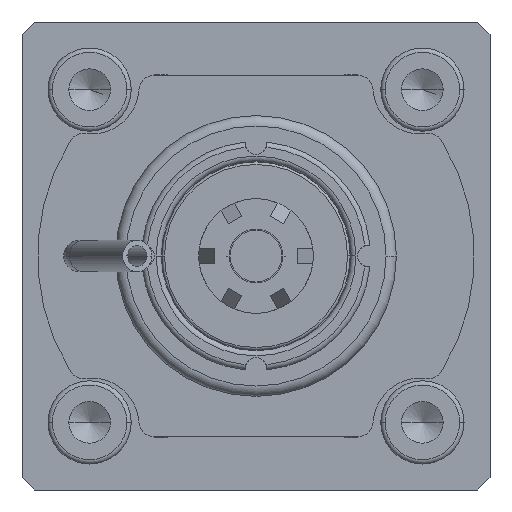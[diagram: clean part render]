
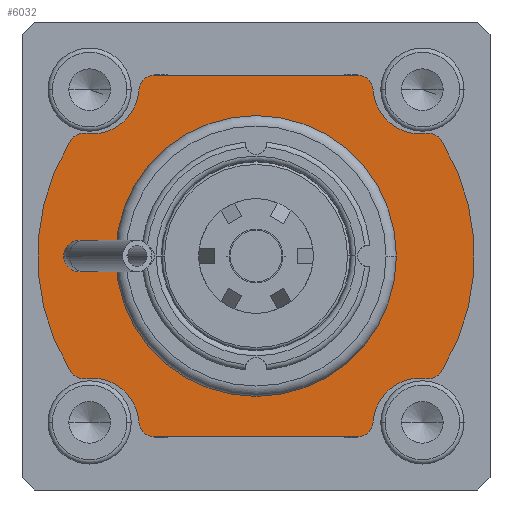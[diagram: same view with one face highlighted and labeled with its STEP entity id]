
A CAD part, left-side view. The second image highlights one B-rep face of the part: STEP entity #6032.
In plain terms, the highlighted planar face has unit normal (-1, 0, 0).
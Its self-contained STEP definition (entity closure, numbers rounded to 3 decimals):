
#933=CARTESIAN_POINT('',(-43.75,-19.523,-31.75));
#934=DIRECTION('',(-1.,0.,0.));
#935=DIRECTION('',(0.,0.,-1.));
#936=AXIS2_PLACEMENT_3D('',#933,#934,#935);
#946=CARTESIAN_POINT('',(-43.75,19.523,-31.75));
#947=DIRECTION('',(-1.,0.,0.));
#948=DIRECTION('',(0.,0.998,-0.063));
#949=AXIS2_PLACEMENT_3D('',#946,#947,#948);
#963=CARTESIAN_POINT('',(-43.75,33.11,-20.609));
#964=DIRECTION('',(-1.,0.,0.));
#965=DIRECTION('',(0.,0.849,-0.528));
#966=AXIS2_PLACEMENT_3D('',#963,#964,#965);
#976=CARTESIAN_POINT('',(-43.75,33.11,20.609));
#977=DIRECTION('',(-1.,0.,0.));
#978=DIRECTION('',(0.,-0.134,0.991));
#979=AXIS2_PLACEMENT_3D('',#976,#977,#978);
#993=CARTESIAN_POINT('',(-43.75,19.523,31.75));
#994=DIRECTION('',(-1.,0.,0.));
#995=DIRECTION('',(0.,0.,1.));
#996=AXIS2_PLACEMENT_3D('',#993,#994,#995);
#1006=CARTESIAN_POINT('',(-43.75,-19.523,31.75));
#1007=DIRECTION('',(-1.,0.,0.));
#1008=DIRECTION('',(0.,-0.998,0.063));
#1009=AXIS2_PLACEMENT_3D('',#1006,#1007,#1008);
#1023=CARTESIAN_POINT('',(-43.75,-33.11,20.609));
#1024=DIRECTION('',(-1.,0.,0.));
#1025=DIRECTION('',(0.,-0.849,0.528));
#1026=AXIS2_PLACEMENT_3D('',#1023,#1024,#1025);
#1036=CARTESIAN_POINT('',(-43.75,-33.11,-20.609));
#1037=DIRECTION('',(-1.,0.,0.));
#1038=DIRECTION('',(0.,0.134,-0.991));
#1039=AXIS2_PLACEMENT_3D('',#1036,#1037,#1038);
#1045=CARTESIAN_POINT('',(-43.75,-31.5,32.5));
#1046=DIRECTION('',(-1.,0.,0.));
#1047=DIRECTION('',(0.,0.998,-0.063));
#1048=AXIS2_PLACEMENT_3D('',#1045,#1046,#1047);
#1050=CARTESIAN_POINT('',(-43.75,0.,0.));
#1051=DIRECTION('',(1.,0.,0.));
#1052=DIRECTION('',(0.,-0.849,0.528));
#1053=AXIS2_PLACEMENT_3D('',#1050,#1051,#1052);
#1055=CARTESIAN_POINT('',(-43.75,-31.5,-32.5));
#1056=DIRECTION('',(-1.,0.,0.));
#1057=DIRECTION('',(0.,-0.134,0.991));
#1058=AXIS2_PLACEMENT_3D('',#1055,#1056,#1057);
#1060=DIRECTION('',(0.,1.,0.));
#1061=VECTOR('',#1060,39.047);
#1062=CARTESIAN_POINT('',(-43.75,-19.523,-34.75));
#1063=LINE('',#1062,#1061);
#1064=CARTESIAN_POINT('',(-43.75,31.5,-32.5));
#1065=DIRECTION('',(-1.,0.,0.));
#1066=DIRECTION('',(0.,-0.998,0.063));
#1067=AXIS2_PLACEMENT_3D('',#1064,#1065,#1066);
#1069=CARTESIAN_POINT('',(-43.75,0.,0.));
#1070=DIRECTION('',(1.,0.,0.));
#1071=DIRECTION('',(0.,0.849,-0.528));
#1072=AXIS2_PLACEMENT_3D('',#1069,#1070,#1071);
#1074=CARTESIAN_POINT('',(-43.75,31.5,32.5));
#1075=DIRECTION('',(-1.,0.,0.));
#1076=DIRECTION('',(0.,0.134,-0.991));
#1077=AXIS2_PLACEMENT_3D('',#1074,#1075,#1076);
#1079=DIRECTION('',(0.,-1.,0.));
#1080=VECTOR('',#1079,39.047);
#1081=CARTESIAN_POINT('',(-43.75,19.523,34.75));
#1082=LINE('',#1081,#1080);
#1083=CARTESIAN_POINT('',(-43.75,0.,0.));
#1084=DIRECTION('',(-1.,0.,0.));
#1085=DIRECTION('',(0.,1.,0.));
#1086=AXIS2_PLACEMENT_3D('',#1083,#1084,#1085);
#1088=CARTESIAN_POINT('',(-43.75,0.,0.));
#1089=DIRECTION('',(1.,0.,0.));
#1090=DIRECTION('',(0.,1.,0.));
#1091=AXIS2_PLACEMENT_3D('',#1088,#1089,#1090);
#1093=CARTESIAN_POINT('',(-43.75,34.,0.));
#1094=DIRECTION('',(-1.,0.,0.));
#1095=DIRECTION('',(0.,-1.,0.));
#1096=AXIS2_PLACEMENT_3D('',#1093,#1094,#1095);
#1098=CARTESIAN_POINT('',(-43.75,34.,0.));
#1099=DIRECTION('',(-1.,0.,0.));
#1100=DIRECTION('',(0.,1.,0.));
#1101=AXIS2_PLACEMENT_3D('',#1098,#1099,#1100);
#3999=CARTESIAN_POINT('',(-43.75,27.,0.));
#4000=CARTESIAN_POINT('',(-43.75,-27.,0.));
#4001=VERTEX_POINT('',#3999);
#4002=VERTEX_POINT('',#4000);
#4003=CARTESIAN_POINT('',(-43.75,-22.518,31.938));
#4004=CARTESIAN_POINT('',(-43.75,-19.523,34.75));
#4005=VERTEX_POINT('',#4003);
#4006=VERTEX_POINT('',#4004);
#4007=CARTESIAN_POINT('',(-43.75,19.523,34.75));
#4008=CARTESIAN_POINT('',(-43.75,22.518,31.938));
#4009=VERTEX_POINT('',#4007);
#4010=VERTEX_POINT('',#4008);
#4011=CARTESIAN_POINT('',(-43.75,-19.523,-34.75));
#4012=CARTESIAN_POINT('',(-43.75,-22.518,-31.938));
#4013=VERTEX_POINT('',#4011);
#4014=VERTEX_POINT('',#4012);
#4015=CARTESIAN_POINT('',(-43.75,22.518,-31.938));
#4016=CARTESIAN_POINT('',(-43.75,19.523,-34.75));
#4017=VERTEX_POINT('',#4015);
#4018=VERTEX_POINT('',#4016);
#4019=CARTESIAN_POINT('',(-43.75,-32.708,-23.581));
#4020=VERTEX_POINT('',#4019);
#4021=CARTESIAN_POINT('',(-43.75,-32.708,23.581));
#4022=VERTEX_POINT('',#4021);
#4023=CARTESIAN_POINT('',(-43.75,32.708,-23.581));
#4024=VERTEX_POINT('',#4023);
#4025=CARTESIAN_POINT('',(-43.75,32.708,23.581));
#4026=VERTEX_POINT('',#4025);
#4027=CARTESIAN_POINT('',(-43.75,35.657,22.194));
#4028=VERTEX_POINT('',#4027);
#4029=CARTESIAN_POINT('',(-43.75,35.657,-22.194));
#4030=VERTEX_POINT('',#4029);
#4031=CARTESIAN_POINT('',(-43.75,-35.657,-22.194));
#4032=VERTEX_POINT('',#4031);
#4033=CARTESIAN_POINT('',(-43.75,-35.657,22.194));
#4034=VERTEX_POINT('',#4033);
#4423=CARTESIAN_POINT('',(-43.75,31.,0.));
#4424=CARTESIAN_POINT('',(-43.75,37.,0.));
#4425=VERTEX_POINT('',#4423);
#4426=VERTEX_POINT('',#4424);
#5997=CARTESIAN_POINT('',(-43.75,0.,0.));
#5998=DIRECTION('',(-1.,0.,0.));
#5999=DIRECTION('',(0.,1.,0.));
#6000=AXIS2_PLACEMENT_3D('',#5997,#5998,#5999);
#6001=PLANE('',#6000);
#6002=ORIENTED_EDGE('',*,*,#5929,.F.);
#6003=ORIENTED_EDGE('',*,*,#5950,.T.);
#6004=ORIENTED_EDGE('',*,*,#5964,.F.);
#6005=ORIENTED_EDGE('',*,*,#5978,.T.);
#6006=ORIENTED_EDGE('',*,*,#5991,.F.);
#6007=ORIENTED_EDGE('',*,*,#5721,.T.);
#6008=ORIENTED_EDGE('',*,*,#5744,.F.);
#6009=ORIENTED_EDGE('',*,*,#5766,.T.);
#6010=ORIENTED_EDGE('',*,*,#5787,.F.);
#6011=ORIENTED_EDGE('',*,*,#5808,.T.);
#6012=ORIENTED_EDGE('',*,*,#5822,.F.);
#6013=ORIENTED_EDGE('',*,*,#5836,.T.);
#6014=ORIENTED_EDGE('',*,*,#5850,.F.);
#6015=ORIENTED_EDGE('',*,*,#5864,.T.);
#6016=ORIENTED_EDGE('',*,*,#5886,.F.);
#6017=ORIENTED_EDGE('',*,*,#5908,.T.);
#6018=EDGE_LOOP('',(#6002,#6003,#6004,#6005,#6006,#6007,#6008,#6009,#6010,#6011,
#6012,#6013,#6014,#6015,#6016,#6017));
#6019=FACE_OUTER_BOUND('',#6018,.F.);
#6021=ORIENTED_EDGE('',*,*,#6020,.T.);
#6023=ORIENTED_EDGE('',*,*,#6022,.F.);
#6024=EDGE_LOOP('',(#6021,#6023));
#6025=FACE_BOUND('',#6024,.F.);
#6027=ORIENTED_EDGE('',*,*,#6026,.T.);
#6029=ORIENTED_EDGE('',*,*,#6028,.T.);
#6030=EDGE_LOOP('',(#6027,#6029));
#6031=FACE_BOUND('',#6030,.F.);
#6032=ADVANCED_FACE('',(#6019,#6025,#6031),#6001,.T.);
#937=CIRCLE('',#936,3.);
#950=CIRCLE('',#949,3.);
#967=CIRCLE('',#966,3.);
#980=CIRCLE('',#979,3.);
#997=CIRCLE('',#996,3.);
#1010=CIRCLE('',#1009,3.);
#1027=CIRCLE('',#1026,3.);
#1040=CIRCLE('',#1039,3.);
#1049=CIRCLE('',#1048,9.);
#1054=CIRCLE('',#1053,42.);
#1059=CIRCLE('',#1058,9.);
#1068=CIRCLE('',#1067,9.);
#1073=CIRCLE('',#1072,42.);
#1078=CIRCLE('',#1077,9.);
#1087=CIRCLE('',#1086,27.);
#1092=CIRCLE('',#1091,27.);
#1097=CIRCLE('',#1096,3.);
#1102=CIRCLE('',#1101,3.);
#5721=EDGE_CURVE('',#4020,#4014,#1059,.T.);
#5744=EDGE_CURVE('',#4013,#4014,#937,.T.);
#5766=EDGE_CURVE('',#4013,#4018,#1063,.T.);
#5787=EDGE_CURVE('',#4017,#4018,#950,.T.);
#5808=EDGE_CURVE('',#4017,#4024,#1068,.T.);
#5822=EDGE_CURVE('',#4030,#4024,#967,.T.);
#5836=EDGE_CURVE('',#4030,#4028,#1073,.T.);
#5850=EDGE_CURVE('',#4026,#4028,#980,.T.);
#5864=EDGE_CURVE('',#4026,#4010,#1078,.T.);
#5886=EDGE_CURVE('',#4009,#4010,#997,.T.);
#5908=EDGE_CURVE('',#4009,#4006,#1082,.T.);
#5929=EDGE_CURVE('',#4005,#4006,#1010,.T.);
#5950=EDGE_CURVE('',#4005,#4022,#1049,.T.);
#5964=EDGE_CURVE('',#4034,#4022,#1027,.T.);
#5978=EDGE_CURVE('',#4034,#4032,#1054,.T.);
#5991=EDGE_CURVE('',#4020,#4032,#1040,.T.);
#6020=EDGE_CURVE('',#4001,#4002,#1087,.T.);
#6022=EDGE_CURVE('',#4001,#4002,#1092,.T.);
#6026=EDGE_CURVE('',#4425,#4426,#1097,.T.);
#6028=EDGE_CURVE('',#4426,#4425,#1102,.T.);
